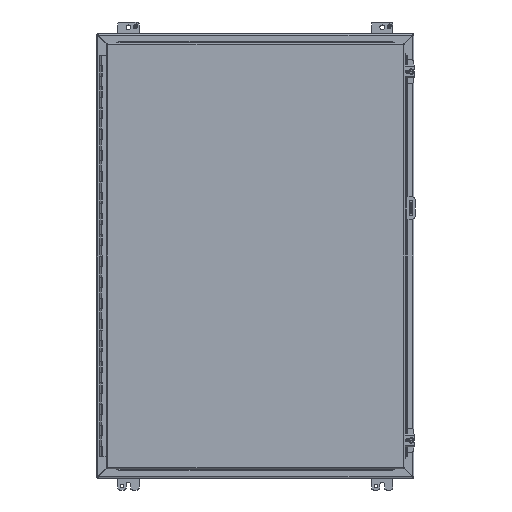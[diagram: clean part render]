
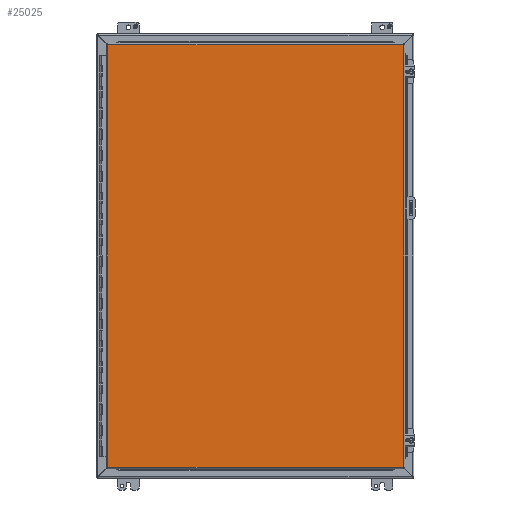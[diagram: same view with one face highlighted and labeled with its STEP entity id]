
A CAD part, front view. The second image highlights one B-rep face of the part: STEP entity #25025.
In plain terms, the highlighted planar face has unit normal (0, -1, 0).
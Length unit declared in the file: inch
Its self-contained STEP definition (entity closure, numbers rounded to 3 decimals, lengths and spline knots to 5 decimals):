
#1773 = EDGE_CURVE ( 'NONE', #5151, #46712, #39295, .T. ) ;
#2998 = ORIENTED_EDGE ( 'NONE', *, *, #40121, .F. ) ;
#3159 = VECTOR ( 'NONE', #5594, 39.37008 ) ;
#4841 = FACE_OUTER_BOUND ( 'NONE', #23041, .T. ) ;
#5151 = VERTEX_POINT ( 'NONE', #45991 ) ;
#5433 = DIRECTION ( 'NONE',  ( 0., 0., -1. ) ) ;
#5594 = DIRECTION ( 'NONE',  ( 1., 0., 0. ) ) ;
#8325 = DIRECTION ( 'NONE',  ( 0., 0., -1. ) ) ;
#9174 = LINE ( 'NONE', #24267, #26264 ) ;
#13266 = CARTESIAN_POINT ( 'NONE',  ( -13.955, -9.185, -19.9945 ) ) ;
#13670 = CARTESIAN_POINT ( 'NONE',  ( 14.017, -9.185, -19.9945 ) ) ;
#16729 = PLANE ( 'NONE',  #43015 ) ;
#17131 = VECTOR ( 'NONE', #33219, 39.37008 ) ;
#17818 = DIRECTION ( 'NONE',  ( 0., 0., 1. ) ) ;
#18053 = CARTESIAN_POINT ( 'NONE',  ( -13.955, -9.185, -19.9945 ) ) ;
#18378 = CARTESIAN_POINT ( 'NONE',  ( 14.017, -9.185, -19.9945 ) ) ;
#19725 = VERTEX_POINT ( 'NONE', #22979 ) ;
#22724 = LINE ( 'NONE', #18053, #39264 ) ;
#22979 = CARTESIAN_POINT ( 'NONE',  ( -13.955, -9.185, -19.9945 ) ) ;
#23041 = EDGE_LOOP ( 'NONE', ( #33632, #48847, #2998, #46540 ) ) ;
#23162 = EDGE_CURVE ( 'NONE', #46712, #41777, #9174, .T. ) ;
#24267 = CARTESIAN_POINT ( 'NONE',  ( 14.017, -9.185, 19.9945 ) ) ;
#25025 = ADVANCED_FACE ( 'NONE', ( #4841 ), #16729, .T. ) ;
#25162 = CARTESIAN_POINT ( 'NONE',  ( -13.955, -9.185, 19.9945 ) ) ;
#26264 = VECTOR ( 'NONE', #5433, 39.37008 ) ;
#33219 = DIRECTION ( 'NONE',  ( -1., 0., 0. ) ) ;
#33632 = ORIENTED_EDGE ( 'NONE', *, *, #23162, .F. ) ;
#35552 = DIRECTION ( 'NONE',  ( 0., -1., 0. ) ) ;
#38449 = EDGE_CURVE ( 'NONE', #41777, #19725, #43652, .T. ) ;
#39264 = VECTOR ( 'NONE', #17818, 39.37008 ) ;
#39295 = LINE ( 'NONE', #25162, #3159 ) ;
#40045 = CARTESIAN_POINT ( 'NONE',  ( 14.017, -9.185, 19.9945 ) ) ;
#40121 = EDGE_CURVE ( 'NONE', #19725, #5151, #22724, .T. ) ;
#41777 = VERTEX_POINT ( 'NONE', #18378 ) ;
#43015 = AXIS2_PLACEMENT_3D ( 'NONE', #13266, #35552, #8325 ) ;
#43652 = LINE ( 'NONE', #13670, #17131 ) ;
#45991 = CARTESIAN_POINT ( 'NONE',  ( -13.955, -9.185, 19.9945 ) ) ;
#46540 = ORIENTED_EDGE ( 'NONE', *, *, #38449, .F. ) ;
#46712 = VERTEX_POINT ( 'NONE', #40045 ) ;
#48847 = ORIENTED_EDGE ( 'NONE', *, *, #1773, .F. ) ;
